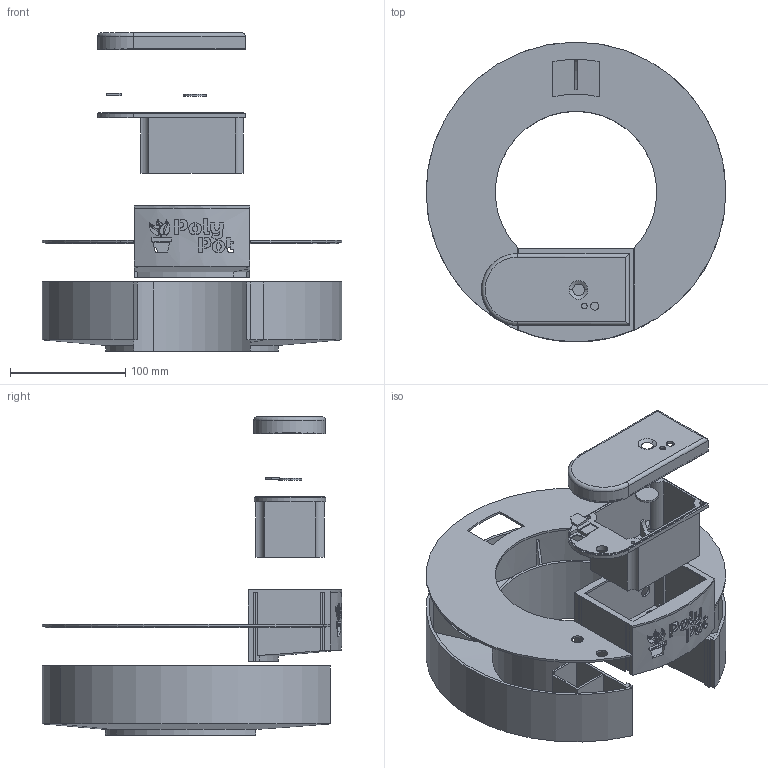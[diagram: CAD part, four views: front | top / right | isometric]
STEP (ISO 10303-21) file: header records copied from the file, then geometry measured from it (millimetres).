
FILE_DESCRIPTION(('CATIA V5 STEP Exchange'),'2;1');
FILE_NAME('POLYPOT_EXPLODED.stp','2017-12-15T14:02:04+00:00',('none'),('none'),'CATIA Version 5 Release 20 SP 7 (IN-10)','CATIA V5 STEP AP203','none');
FILE_SCHEMA(('CONFIG_CONTROL_DESIGN'));
Length unit declared in the file: millimetre
Products named in the file (1): POLYPOT
Assembly tree (7 placements, depth 2):
  POLYPOT
    #58
    #3029
    #15776
    #17086
    #19538
    #21597
    #21701
Bounding box: 259.93 x 259.96 x 276.04 mm (x, y, z)
Volume: 446991.9 mm3; surface area: 399520.8 mm2
Topology: 7 solids, 7 shells, 604 faces, 1699 edges, 1125 vertices
Faces by surface type: plane 289, extrusion 162, cylinder 138, cone 14, torus 1
Entity records: 21884 total; most frequent: CARTESIAN_POINT 7567, ORIENTED_EDGE 3398, DIRECTION 1956, EDGE_CURVE 1699, VERTEX_POINT 1125, VECTOR 1005, LINE 843, EDGE_LOOP 702
